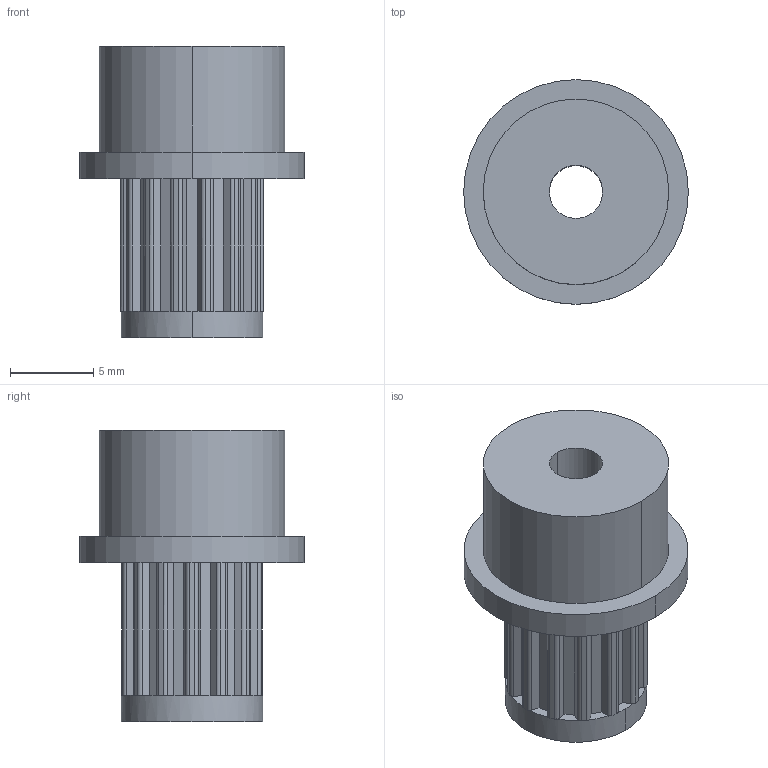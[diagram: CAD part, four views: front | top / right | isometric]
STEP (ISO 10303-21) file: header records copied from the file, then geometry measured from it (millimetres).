
FILE_DESCRIPTION((''),'2;1');
FILE_NAME('71605','2011-10-28T',('carefree'),(''),'PRO/ENGINEER BY PARAMETRIC TECHNOLOGY CORPORATION, 2005030','PRO/ENGINEER BY PARAMETRIC TECHNOLOGY CORPORATION, 2005030','');
FILE_SCHEMA(('CONFIG_CONTROL_DESIGN'));
Length unit declared in the file: inch
Products named in the file (1): 71605
Bounding box: 13.46 x 13.46 x 17.46 mm (x, y, z)
Volume: 1183.9 mm3; surface area: 1071.8 mm2
Topology: 1 solids, 1 shells, 124 faces, 332 edges, 212 vertices
Faces by surface type: plane 74, cylinder 50
Entity records: 3952 total; most frequent: DIRECTION 736, CARTESIAN_POINT 668, ORIENTED_EDGE 664, EDGE_CURVE 332, AXIS2_PLACEMENT_3D 280, VERTEX_POINT 212, VECTOR 176, LINE 176
